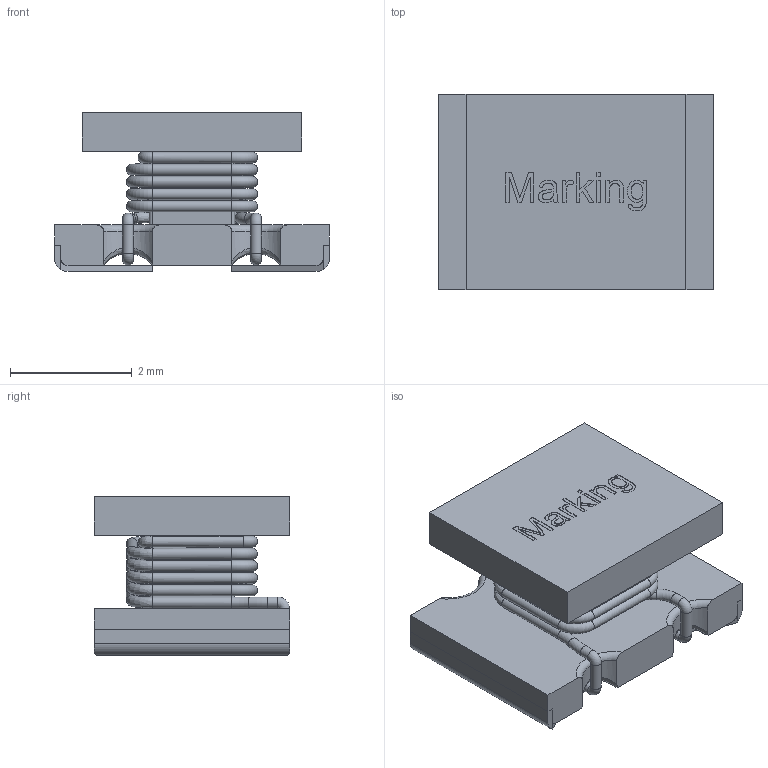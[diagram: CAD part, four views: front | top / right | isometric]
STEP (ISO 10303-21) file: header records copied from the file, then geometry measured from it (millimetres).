
FILE_DESCRIPTION(/* description */ ('Unknown'),/* implementation_level */ '2;1');
FILE_NAME(/* name */ 'L_Wurth_WE-LQ_1812',/* time_stamp */ '2022-03-08T11:00:30+08:00',/* author */ ('Unknown'),/* organization */ ('Unknown'),/* preprocessor_version */ 'ST-DEVELOPER v16.7',/* originating_system */ 'Solid Edge',/* authorisation */ 'Unknown');
FILE_SCHEMA (('AUTOMOTIVE_DESIGN {1 0 10303 214 3 1 1}'));
Length unit declared in the file: millimetre
Products named in the file (2): L_Wurth_WE-LQ_1812
Assembly tree (1 placements, depth 2):
  L_Wurth_WE-LQ_1812
    L_Wurth_WE-LQ_1812
Bounding box: 4.5 x 3.2 x 2.6 mm (x, y, z)
Volume: 20.7 mm3; surface area: 133.7 mm2
Topology: 4 solids, 4 shells, 235 faces, 573 edges, 358 vertices
Faces by surface type: plane 106, cylinder 62, bspline 37, torus 30
Full cylindrical faces by diameter (mm): 0.18 x45
Entity records: 8652 total; most frequent: CARTESIAN_POINT 3024, ORIENTED_EDGE 918, DIRECTION 862, EDGE_CURVE 459, EDGE_LOOP 339, FACE_BOUND 339, VERTEX_POINT 336, AXIS2_PLACEMENT_3D 294
